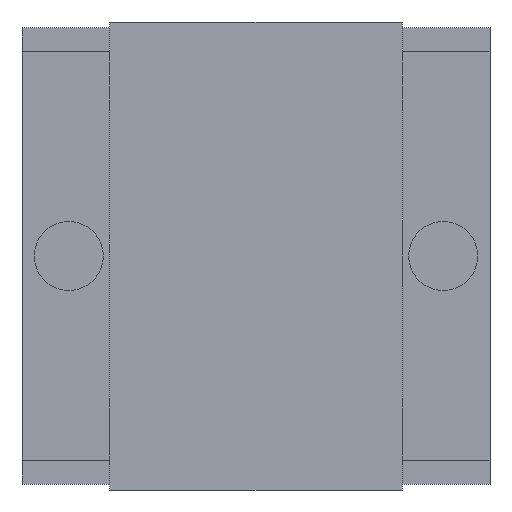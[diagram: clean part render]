
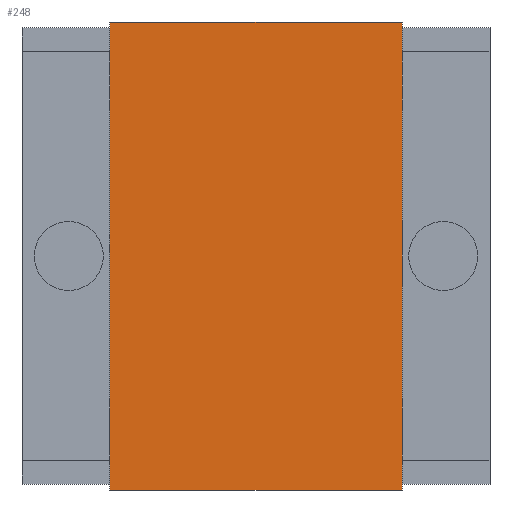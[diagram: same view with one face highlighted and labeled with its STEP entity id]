
A CAD part, front view. The second image highlights one B-rep face of the part: STEP entity #248.
In plain terms, the highlighted planar face has unit normal (0, -1, 0).
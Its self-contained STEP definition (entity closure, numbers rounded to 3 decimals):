
#248 = ADVANCED_FACE( '', ( #494 ), #495, .F. );
#494 = FACE_OUTER_BOUND( '', #800, .T. );
#495 = PLANE( '', #801 );
#800 = EDGE_LOOP( '', ( #1167, #1168, #1169, #1170 ) );
#801 = AXIS2_PLACEMENT_3D( '', #1171, #1172, #1173 );
#1167 = ORIENTED_EDGE( '', *, *, #1764, .T. );
#1168 = ORIENTED_EDGE( '', *, *, #1765, .F. );
#1169 = ORIENTED_EDGE( '', *, *, #1766, .F. );
#1170 = ORIENTED_EDGE( '', *, *, #1767, .T. );
#1171 = CARTESIAN_POINT( '', ( 12.5, 0., 0. ) );
#1172 = DIRECTION( '', ( 0., 1., 0. ) );
#1173 = DIRECTION( '', ( 0., 0., 1. ) );
#1764 = EDGE_CURVE( '', #2064, #2065, #2066, .T. );
#1765 = EDGE_CURVE( '', #2067, #2065, #2068, .T. );
#1766 = EDGE_CURVE( '', #2069, #2067, #2070, .T. );
#1767 = EDGE_CURVE( '', #2069, #2064, #2071, .T. );
#2064 = VERTEX_POINT( '', #2462 );
#2065 = VERTEX_POINT( '', #2463 );
#2066 = LINE( '', #2464, #2465 );
#2067 = VERTEX_POINT( '', #2466 );
#2068 = LINE( '', #2467, #2468 );
#2069 = VERTEX_POINT( '', #2469 );
#2070 = LINE( '', #2470, #2471 );
#2071 = LINE( '', #2472, #2473 );
#2462 = CARTESIAN_POINT( '', ( -12.5, 0., 0. ) );
#2463 = CARTESIAN_POINT( '', ( -12.5, 0., -40. ) );
#2464 = CARTESIAN_POINT( '', ( -12.5, 0., 0. ) );
#2465 = VECTOR( '', #2868, 1000. );
#2466 = CARTESIAN_POINT( '', ( 12.5, 0., -40. ) );
#2467 = CARTESIAN_POINT( '', ( 12.5, 0., -40. ) );
#2468 = VECTOR( '', #2869, 1000. );
#2469 = CARTESIAN_POINT( '', ( 12.5, 0., 0. ) );
#2470 = CARTESIAN_POINT( '', ( 12.5, 0., 0. ) );
#2471 = VECTOR( '', #2870, 1000. );
#2472 = CARTESIAN_POINT( '', ( 12.5, 0., 0. ) );
#2473 = VECTOR( '', #2871, 1000. );
#2868 = DIRECTION( '', ( 0., 0., -1. ) );
#2869 = DIRECTION( '', ( -1., 0., 0. ) );
#2870 = DIRECTION( '', ( 0., 0., -1. ) );
#2871 = DIRECTION( '', ( -1., 0., 0. ) );
